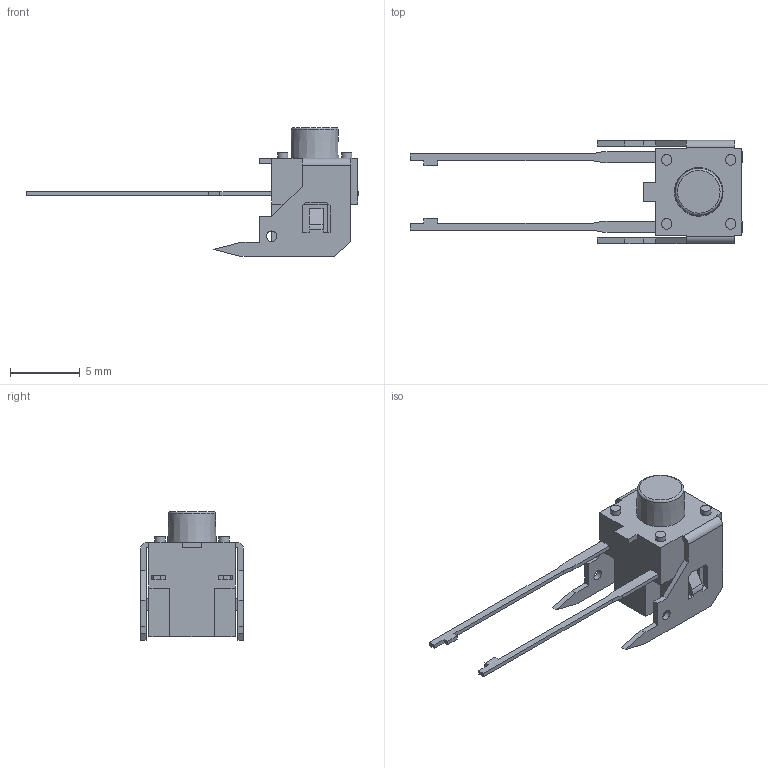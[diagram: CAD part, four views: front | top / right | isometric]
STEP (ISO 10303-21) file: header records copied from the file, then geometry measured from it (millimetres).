
FILE_DESCRIPTION((' '),'2;1');
FILE_NAME('TL58XFxxxx.stp','2017-07-27T09:25:23',(' '),(' '),' ','ACIS',' ');
FILE_SCHEMA(('CONFIG_CONTROL_DESIGN'));
Length unit declared in the file: inch
Products named in the file (3): TL58XFxxxx.stp; Body1; Body2
Assembly tree (2 placements, depth 2):
  TL58XFxxxx.stp
    Body1
    Body2
Bounding box: 23.86 x 7.4 x 9.25 mm (x, y, z)
Volume: 203.9 mm3; surface area: 673.6 mm2
Topology: 2 solids, 2 shells, 237 faces, 637 edges, 424 vertices
Faces by surface type: plane 192, cylinder 42, torus 1, cone 1, bspline 1
Full cylindrical faces by diameter (mm): 0.75 x6, 1.25 x1, 3.5 x1, 5 x1
Entity records: 7677 total; most frequent: CARTESIAN_POINT 1341, ORIENTED_EDGE 1238, DIRECTION 1175, EDGE_CURVE 619, VECTOR 537, LINE 537, VERTEX_POINT 418, AXIS2_PLACEMENT_3D 319
